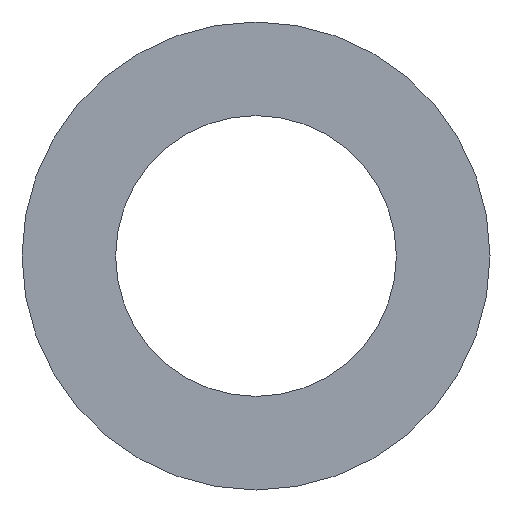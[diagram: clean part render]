
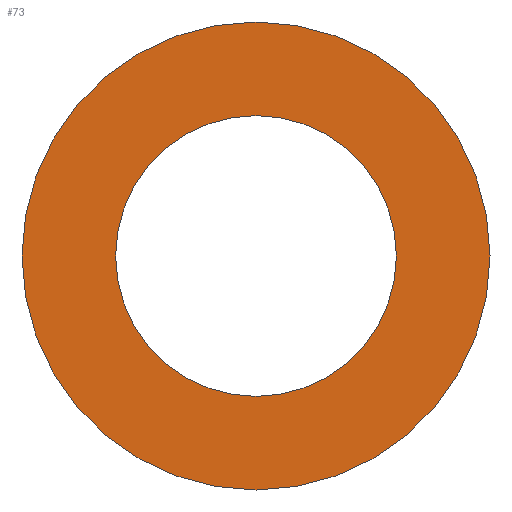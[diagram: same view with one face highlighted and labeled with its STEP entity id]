
A CAD part, front view. The second image highlights one B-rep face of the part: STEP entity #73.
In plain terms, the highlighted planar face has unit normal (0, -1, 0).
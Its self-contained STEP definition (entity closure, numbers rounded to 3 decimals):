
#4 = DIRECTION ( 'NONE',  ( 0., 1., 0. ) ) ;
#5 = AXIS2_PLACEMENT_3D ( 'NONE', #179, #78, #100 ) ;
#11 = VERTEX_POINT ( 'NONE', #162 ) ;
#24 = CIRCLE ( 'NONE', #145, 2.5 ) ;
#47 = DIRECTION ( 'NONE',  ( 0., 1., 0. ) ) ;
#49 = AXIS2_PLACEMENT_3D ( 'NONE', #223, #188, #204 ) ;
#57 = CARTESIAN_POINT ( 'NONE',  ( 0., 0., -1.5 ) ) ;
#69 = ORIENTED_EDGE ( 'NONE', *, *, #136, .F. ) ;
#73 = ADVANCED_FACE ( 'NONE', ( #149, #143 ), #75, .F. ) ;
#75 = PLANE ( 'NONE',  #110 ) ;
#78 = DIRECTION ( 'NONE',  ( 0., 1., 0. ) ) ;
#91 = EDGE_LOOP ( 'NONE', ( #176, #69 ) ) ;
#93 = VERTEX_POINT ( 'NONE', #57 ) ;
#97 = CARTESIAN_POINT ( 'NONE',  ( 0., 0., 1.5 ) ) ;
#100 = DIRECTION ( 'NONE',  ( 0., 0., 1. ) ) ;
#101 = EDGE_CURVE ( 'NONE', #245, #11, #165, .T. ) ;
#105 = CARTESIAN_POINT ( 'NONE',  ( 0., 0., 0. ) ) ;
#110 = AXIS2_PLACEMENT_3D ( 'NONE', #119, #4, #124 ) ;
#116 = VERTEX_POINT ( 'NONE', #97 ) ;
#119 = CARTESIAN_POINT ( 'NONE',  ( 0., 0., 0. ) ) ;
#124 = DIRECTION ( 'NONE',  ( 0., 0., 1. ) ) ;
#136 = EDGE_CURVE ( 'NONE', #11, #245, #24, .T. ) ;
#138 = ORIENTED_EDGE ( 'NONE', *, *, #214, .T. ) ;
#141 = EDGE_LOOP ( 'NONE', ( #138, #217 ) ) ;
#143 = FACE_BOUND ( 'NONE', #141, .T. ) ;
#144 = DIRECTION ( 'NONE',  ( 0., 0., 1. ) ) ;
#145 = AXIS2_PLACEMENT_3D ( 'NONE', #197, #242, #203 ) ;
#149 = FACE_OUTER_BOUND ( 'NONE', #91, .T. ) ;
#159 = AXIS2_PLACEMENT_3D ( 'NONE', #105, #47, #144 ) ;
#162 = CARTESIAN_POINT ( 'NONE',  ( 0., 0., 2.5 ) ) ;
#165 = CIRCLE ( 'NONE', #5, 2.5 ) ;
#176 = ORIENTED_EDGE ( 'NONE', *, *, #101, .F. ) ;
#179 = CARTESIAN_POINT ( 'NONE',  ( 0., 0., 0. ) ) ;
#188 = DIRECTION ( 'NONE',  ( 0., 1., 0. ) ) ;
#192 = EDGE_CURVE ( 'NONE', #116, #93, #210, .T. ) ;
#197 = CARTESIAN_POINT ( 'NONE',  ( 0., 0., 0. ) ) ;
#199 = CARTESIAN_POINT ( 'NONE',  ( 0., 0., -2.5 ) ) ;
#203 = DIRECTION ( 'NONE',  ( 0., 0., 1. ) ) ;
#204 = DIRECTION ( 'NONE',  ( 0., 0., 1. ) ) ;
#210 = CIRCLE ( 'NONE', #159, 1.5 ) ;
#214 = EDGE_CURVE ( 'NONE', #93, #116, #215, .T. ) ;
#215 = CIRCLE ( 'NONE', #49, 1.5 ) ;
#217 = ORIENTED_EDGE ( 'NONE', *, *, #192, .T. ) ;
#223 = CARTESIAN_POINT ( 'NONE',  ( 0., 0., 0. ) ) ;
#242 = DIRECTION ( 'NONE',  ( 0., 1., 0. ) ) ;
#245 = VERTEX_POINT ( 'NONE', #199 ) ;
